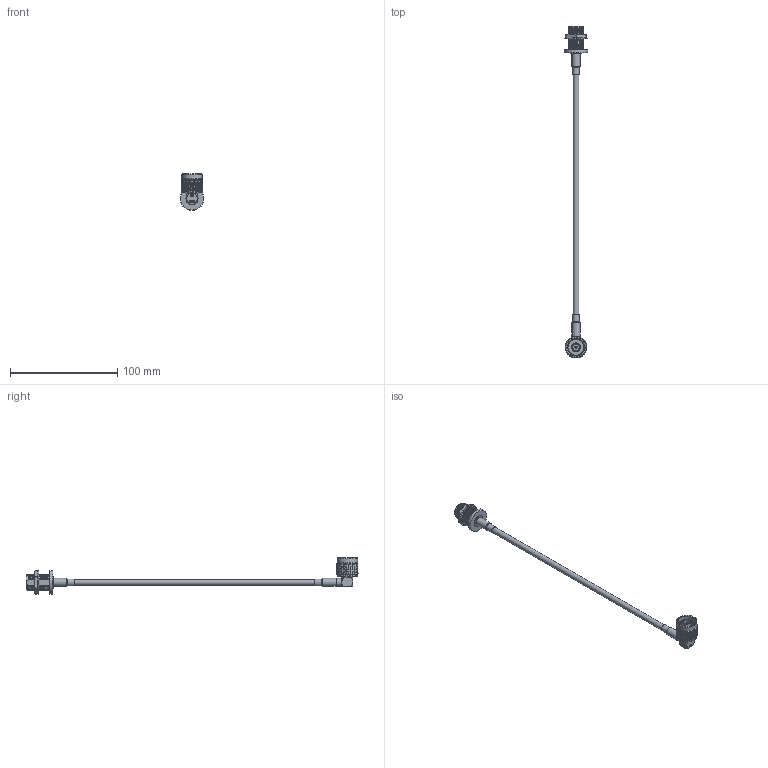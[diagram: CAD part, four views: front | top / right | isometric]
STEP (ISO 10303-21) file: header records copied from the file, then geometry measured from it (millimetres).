
FILE_DESCRIPTION(/* description */ ('Unknown'),/* implementation_level */ '2;1');
FILE_NAME(/* name */ '65506410130501',/* time_stamp */ '2022-04-20T14:03:48+02:00',/* author */ ('Unknown'),/* organization */ ('Unknown'),/* preprocessor_version */ 'ST-DEVELOPER v16.7',/* originating_system */ 'Solid Edge',/* authorisation */ 'Unknown');
FILE_SCHEMA (('AUTOMOTIVE_DESIGN {1 0 10303 214 3 1 1}'));
Products named in the file (1): 65506410130501
Bounding box: 22 x 309.8 x 34 mm (x, y, z)
Volume: 15284.3 mm3; surface area: 32166.5 mm2
Topology: 24 solids, 24 shells, 6699 faces, 13985 edges, 7368 vertices
Faces by surface type: bspline 4712, cylinder 1484, plane 357, cone 137, torus 9
Full cylindrical faces by diameter (mm): 0.951 x2, 1 x1, 1.05 x1, 1.6 x3, 1.75 x1, 2 x2, 2.1 x2, 2.2 x1, 2.5 x1, 2.95 x1, 3 x2, 3.04 x2, 3.05 x1, 3.1 x4, 4.4 x6, 4.45 x1, 5.33 x2, 5.4 x3, 5.76 x1, 6 x1, 6.4 x2, 6.48 x4, 6.95 x2, 7 x2, 7.27 x1, 7.35 x2, 7.4 x1, 7.48 x2, 7.7 x1, 8 x2
Entity records: 419675 total; most frequent: CARTESIAN_POINT 331387, ORIENTED_EDGE 27600, EDGE_CURVE 13800, VERTEX_POINT 7313, FACE_BOUND 6899, EDGE_LOOP 6897, ADVANCED_FACE 6697, DIRECTION 6493
